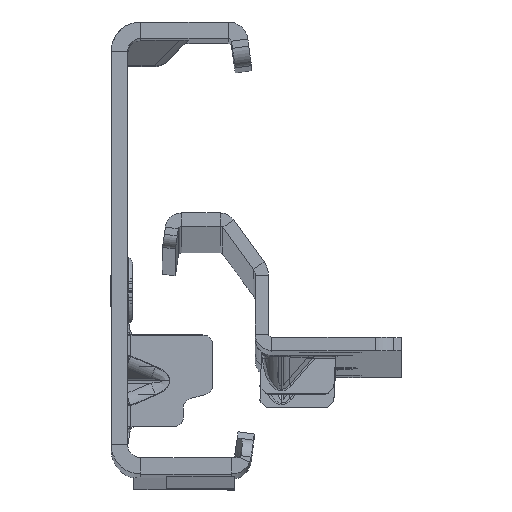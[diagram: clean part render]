
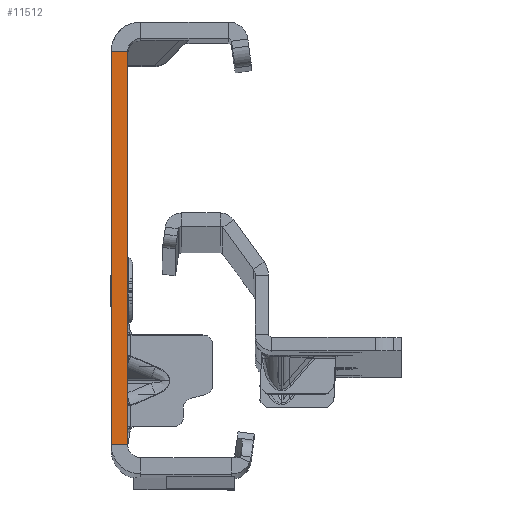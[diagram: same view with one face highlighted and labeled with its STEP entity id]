
A CAD part, top view. The second image highlights one B-rep face of the part: STEP entity #11512.
In plain terms, the highlighted planar face has unit normal (0, 0, 1).
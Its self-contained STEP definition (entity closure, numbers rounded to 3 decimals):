
#1375 = ORIENTED_EDGE ( 'NONE', *, *, #24364, .T. ) ;
#1520 = VERTEX_POINT ( 'NONE', #14066 ) ;
#3998 = LINE ( 'NONE', #11387, #16443 ) ;
#4037 = VERTEX_POINT ( 'NONE', #22496 ) ;
#6540 = EDGE_CURVE ( 'NONE', #16900, #6968, #3998, .T. ) ;
#6968 = VERTEX_POINT ( 'NONE', #15447 ) ;
#7152 = CARTESIAN_POINT ( 'NONE',  ( -2.5, 30., 0. ) ) ;
#7893 = FACE_OUTER_BOUND ( 'NONE', #20627, .T. ) ;
#8360 = VECTOR ( 'NONE', #24441, 1000. ) ;
#8552 = ORIENTED_EDGE ( 'NONE', *, *, #9658, .F. ) ;
#9658 = EDGE_CURVE ( 'NONE', #4037, #1520, #16749, .T. ) ;
#11387 = CARTESIAN_POINT ( 'NONE',  ( -2.5, -32., 0. ) ) ;
#11512 = ADVANCED_FACE ( 'NONE', ( #7893 ), #19509, .T. ) ;
#11983 = DIRECTION ( 'NONE',  ( 1., 0., 0. ) ) ;
#14066 = CARTESIAN_POINT ( 'NONE',  ( 0., -30., 0. ) ) ;
#14780 = ORIENTED_EDGE ( 'NONE', *, *, #6540, .T. ) ;
#15253 = DIRECTION ( 'NONE',  ( 0., -1., 0. ) ) ;
#15377 = ORIENTED_EDGE ( 'NONE', *, *, #17270, .F. ) ;
#15392 = CARTESIAN_POINT ( 'NONE',  ( 0., -30., 0. ) ) ;
#15447 = CARTESIAN_POINT ( 'NONE',  ( -2.5, -30., 0. ) ) ;
#15795 = VECTOR ( 'NONE', #15253, 1000. ) ;
#16443 = VECTOR ( 'NONE', #19055, 1000. ) ;
#16749 = LINE ( 'NONE', #20700, #15795 ) ;
#16900 = VERTEX_POINT ( 'NONE', #7152 ) ;
#17270 = EDGE_CURVE ( 'NONE', #1520, #6968, #22717, .T. ) ;
#17541 = CARTESIAN_POINT ( 'NONE',  ( -2.5, -32., 0. ) ) ;
#18879 = DIRECTION ( 'NONE',  ( -1., 0., 0. ) ) ;
#19055 = DIRECTION ( 'NONE',  ( 0., -1., 0. ) ) ;
#19251 = DIRECTION ( 'NONE',  ( 0., 0., 1. ) ) ;
#19509 = PLANE ( 'NONE',  #21777 ) ;
#20627 = EDGE_LOOP ( 'NONE', ( #8552, #1375, #14780, #15377 ) ) ;
#20700 = CARTESIAN_POINT ( 'NONE',  ( 0., -32., 0. ) ) ;
#20843 = LINE ( 'NONE', #22841, #21770 ) ;
#21770 = VECTOR ( 'NONE', #18879, 1000. ) ;
#21777 = AXIS2_PLACEMENT_3D ( 'NONE', #17541, #19251, #11983 ) ;
#22496 = CARTESIAN_POINT ( 'NONE',  ( 0., 30., 0. ) ) ;
#22717 = LINE ( 'NONE', #15392, #8360 ) ;
#22841 = CARTESIAN_POINT ( 'NONE',  ( 0., 30., 0. ) ) ;
#24364 = EDGE_CURVE ( 'NONE', #4037, #16900, #20843, .T. ) ;
#24441 = DIRECTION ( 'NONE',  ( -1., 0., 0. ) ) ;
